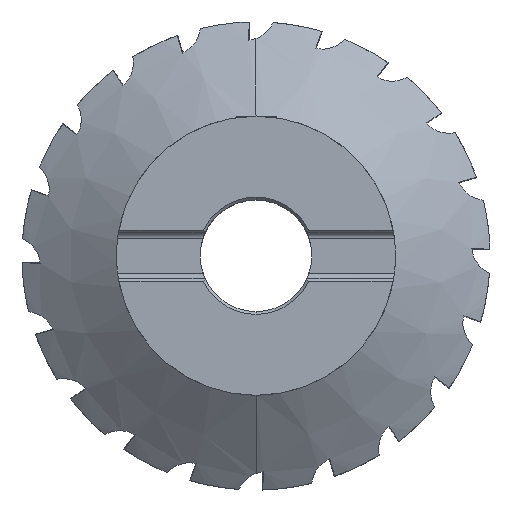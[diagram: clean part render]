
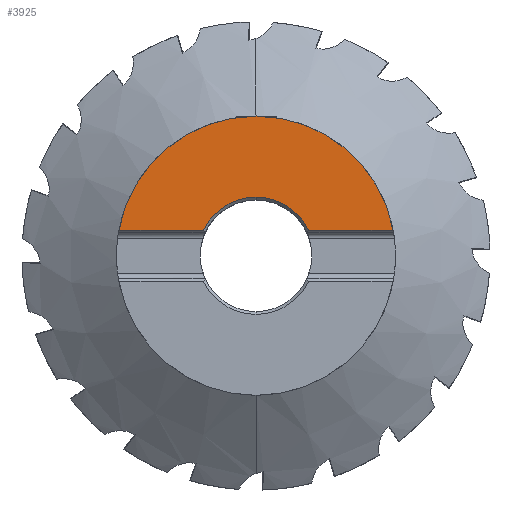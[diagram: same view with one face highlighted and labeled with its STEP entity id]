
A CAD part, top view. The second image highlights one B-rep face of the part: STEP entity #3925.
In plain terms, the highlighted planar face has unit normal (0, 0, 1).
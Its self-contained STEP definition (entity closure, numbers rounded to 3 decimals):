
#3247=VERTEX_POINT('',#7421);
#3629=EDGE_CURVE('',#4785,#3803,#7831,.T.);
#3781=EDGE_CURVE('',#4839,#3803,#7997,.T.);
#3803=VERTEX_POINT('',#8022);
#3903=VERTEX_POINT('',#8128);
#3925=ADVANCED_FACE('',(#8153),#8154,.T.);
#3993=EDGE_CURVE('',#3247,#4345,#8227,.T.);
#4203=EDGE_CURVE('',#4345,#4839,#8458,.T.);
#4345=VERTEX_POINT('',#8610);
#4785=VERTEX_POINT('',#9091);
#4839=VERTEX_POINT('',#9149);
#5169=EDGE_CURVE('',#3903,#4785,#9511,.T.);
#6063=EDGE_CURVE('',#3903,#3247,#10476,.T.);
#7421=CARTESIAN_POINT('',(-18.877,9.2,0.));
#7831=CIRCLE('',#14040,50.0);
#7997=LINE('',#14343,#14344);
#8022=CARTESIAN_POINT('',(49.146,9.2,0.0));
#8128=CARTESIAN_POINT('',(-49.146,9.2,0.0));
#8153=FACE_OUTER_BOUND('',#14605,.T.);
#8154=PLANE('',#14606);
#8227=CIRCLE('',#14757,21.0);
#8458=CIRCLE('',#15134,21.0);
#8610=CARTESIAN_POINT('',(0.,21.0,0.0));
#9091=CARTESIAN_POINT('',(0.,50.0,0.0));
#9149=CARTESIAN_POINT('',(18.877,9.2,0.));
#9511=CIRCLE('',#17330,50.0);
#10476=LINE('',#19210,#19211);
#14040=AXIS2_PLACEMENT_3D('',#21193,#21194,#21195);
#14343=CARTESIAN_POINT('',(25.0,9.2,0.0));
#14344=VECTOR('',#21347,1.0);
#14605=EDGE_LOOP('',(#21515,#21516,#21517,#21518,#21519,#21520));
#14606=AXIS2_PLACEMENT_3D('',#21521,#21522,#21523);
#14757=AXIS2_PLACEMENT_3D('',#21588,#21589,#21590);
#15134=AXIS2_PLACEMENT_3D('',#21868,#21869,#21870);
#17330=AXIS2_PLACEMENT_3D('',#23082,#23083,#23084);
#19210=CARTESIAN_POINT('',(25.0,9.2,0.0));
#19211=VECTOR('',#24055,1.0);
#21193=CARTESIAN_POINT('',(0.0,0.0,0.0));
#21194=DIRECTION('',(0.0,0.0,-1.0));
#21195=DIRECTION('',(0.0,1.0,0.0));
#21347=DIRECTION('',(1.0,0.0,0.0));
#21515=ORIENTED_EDGE('',*,*,#6063,.T.);
#21516=ORIENTED_EDGE('',*,*,#3993,.T.);
#21517=ORIENTED_EDGE('',*,*,#4203,.T.);
#21518=ORIENTED_EDGE('',*,*,#3781,.T.);
#21519=ORIENTED_EDGE('',*,*,#3629,.F.);
#21520=ORIENTED_EDGE('',*,*,#5169,.F.);
#21521=CARTESIAN_POINT('',(0.0,25.0,0.0));
#21522=DIRECTION('',(-0.0,0.0,1.0));
#21523=DIRECTION('',(0.0,-1.0,0.0));
#21588=CARTESIAN_POINT('',(0.0,0.0,0.0));
#21589=DIRECTION('',(-0.0,0.0,-1.0));
#21590=DIRECTION('',(0.0,1.0,0.0));
#21868=CARTESIAN_POINT('',(0.0,0.0,0.0));
#21869=DIRECTION('',(-0.0,0.0,-1.0));
#21870=DIRECTION('',(0.0,1.0,0.0));
#23082=CARTESIAN_POINT('',(0.0,0.0,0.0));
#23083=DIRECTION('',(0.0,0.0,-1.0));
#23084=DIRECTION('',(0.0,1.0,0.0));
#24055=DIRECTION('',(1.0,0.0,0.0));
